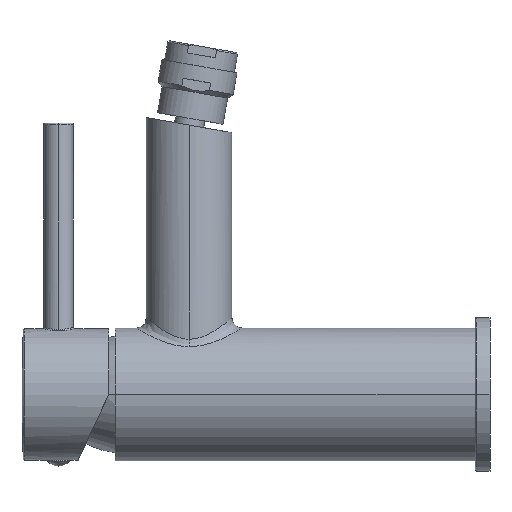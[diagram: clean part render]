
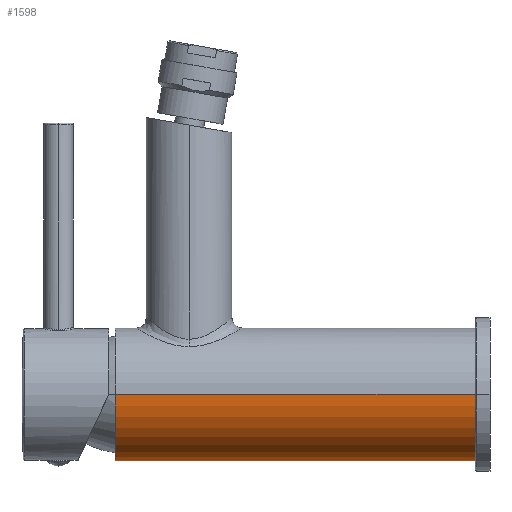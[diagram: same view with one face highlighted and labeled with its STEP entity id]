
A CAD part, left-side view. The second image highlights one B-rep face of the part: STEP entity #1598.
In plain terms, the highlighted cylindrical face has radius 22.5 mm (diameter 45 mm), a partial arc.
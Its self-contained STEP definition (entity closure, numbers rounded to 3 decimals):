
#383=DIRECTION('',(0.,1.,0.));
#384=VECTOR('',#383,122.);
#385=CARTESIAN_POINT('',(-22.5,0.,0.));
#386=LINE('',#385,#384);
#573=DIRECTION('',(0.,1.,0.));
#574=VECTOR('',#573,122.);
#575=CARTESIAN_POINT('',(22.5,0.,0.));
#576=LINE('',#575,#574);
#577=CARTESIAN_POINT('',(0.,122.,0.));
#578=DIRECTION('',(0.,1.,0.));
#579=DIRECTION('',(1.,0.,0.));
#580=AXIS2_PLACEMENT_3D('',#577,#578,#579);
#582=CARTESIAN_POINT('',(0.,0.,0.));
#583=DIRECTION('',(0.,1.,0.));
#584=DIRECTION('',(1.,0.,0.));
#585=AXIS2_PLACEMENT_3D('',#582,#583,#584);
#893=CARTESIAN_POINT('',(22.5,122.,0.));
#894=CARTESIAN_POINT('',(-22.5,122.,0.));
#895=VERTEX_POINT('',#893);
#896=VERTEX_POINT('',#894);
#985=CARTESIAN_POINT('',(22.5,0.,0.));
#986=CARTESIAN_POINT('',(-22.5,0.,0.));
#987=VERTEX_POINT('',#985);
#988=VERTEX_POINT('',#986);
#1585=CARTESIAN_POINT('',(0.,-1.5,0.));
#1586=DIRECTION('',(0.,1.,0.));
#1587=DIRECTION('',(1.,0.,0.));
#1588=AXIS2_PLACEMENT_3D('',#1585,#1586,#1587);
#1589=CYLINDRICAL_SURFACE('',#1588,22.5);
#1590=ORIENTED_EDGE('',*,*,#1561,.T.);
#1592=ORIENTED_EDGE('',*,*,#1591,.T.);
#1593=ORIENTED_EDGE('',*,*,#1557,.F.);
#1595=ORIENTED_EDGE('',*,*,#1594,.F.);
#1596=EDGE_LOOP('',(#1590,#1592,#1593,#1595));
#1597=FACE_OUTER_BOUND('',#1596,.F.);
#1598=ADVANCED_FACE('',(#1597),#1589,.T.);
#581=CIRCLE('',#580,22.5);
#586=CIRCLE('',#585,22.5);
#1557=EDGE_CURVE('',#988,#896,#386,.T.);
#1561=EDGE_CURVE('',#987,#895,#576,.T.);
#1591=EDGE_CURVE('',#895,#896,#581,.T.);
#1594=EDGE_CURVE('',#987,#988,#586,.T.);
